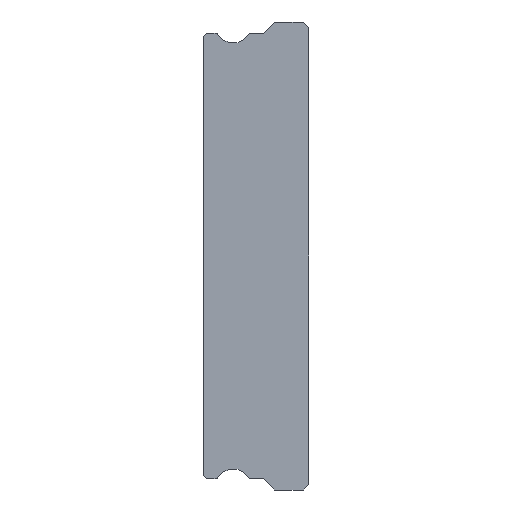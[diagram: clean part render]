
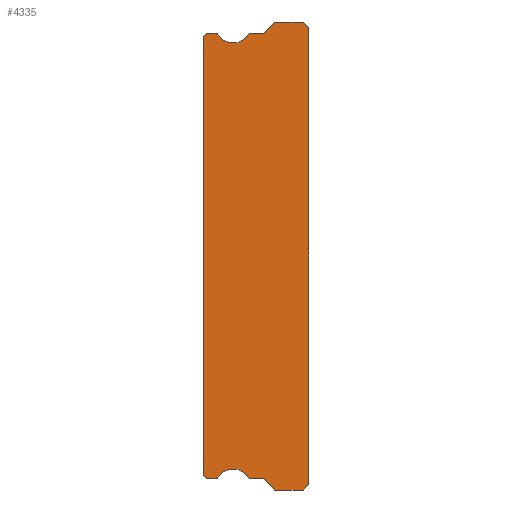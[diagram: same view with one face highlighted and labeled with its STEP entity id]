
A CAD part, left-side view. The second image highlights one B-rep face of the part: STEP entity #4335.
In plain terms, the highlighted planar face has unit normal (-1, 0, 0).
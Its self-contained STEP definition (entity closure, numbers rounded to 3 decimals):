
#326=CIRCLE('',#4758,0.15);
#328=CIRCLE('',#4761,1.6);
#330=CIRCLE('',#4764,0.15);
#432=CIRCLE('',#4872,0.15);
#434=CIRCLE('',#4875,1.6);
#436=CIRCLE('',#4878,0.15);
#938=ORIENTED_EDGE('',*,*,#1558,.F.);
#939=ORIENTED_EDGE('',*,*,#1816,.F.);
#940=ORIENTED_EDGE('',*,*,#1813,.F.);
#941=ORIENTED_EDGE('',*,*,#1810,.T.);
#942=ORIENTED_EDGE('',*,*,#1807,.F.);
#943=ORIENTED_EDGE('',*,*,#1804,.F.);
#944=ORIENTED_EDGE('',*,*,#1801,.F.);
#945=ORIENTED_EDGE('',*,*,#1798,.F.);
#946=ORIENTED_EDGE('',*,*,#1695,.F.);
#947=ORIENTED_EDGE('',*,*,#1692,.F.);
#948=ORIENTED_EDGE('',*,*,#1689,.F.);
#949=ORIENTED_EDGE('',*,*,#1686,.T.);
#950=ORIENTED_EDGE('',*,*,#1683,.F.);
#951=ORIENTED_EDGE('',*,*,#1680,.F.);
#952=ORIENTED_EDGE('',*,*,#1677,.F.);
#953=ORIENTED_EDGE('',*,*,#1674,.F.);
#954=ORIENTED_EDGE('',*,*,#1671,.F.);
#955=ORIENTED_EDGE('',*,*,#1668,.F.);
#956=ORIENTED_EDGE('',*,*,#1565,.F.);
#957=ORIENTED_EDGE('',*,*,#1562,.F.);
#1558=EDGE_CURVE('',#2018,#2019,#2458,.T.);
#1562=EDGE_CURVE('',#2019,#2022,#2462,.T.);
#1565=EDGE_CURVE('',#2022,#2024,#2465,.T.);
#1668=EDGE_CURVE('',#2024,#2126,#2468,.T.);
#1671=EDGE_CURVE('',#2126,#2128,#2471,.T.);
#1674=EDGE_CURVE('',#2128,#2130,#2474,.T.);
#1677=EDGE_CURVE('',#2130,#2132,#2477,.T.);
#1680=EDGE_CURVE('',#2132,#2134,#2480,.T.);
#1683=EDGE_CURVE('',#2134,#2136,#326,.T.);
#1686=EDGE_CURVE('',#2138,#2136,#328,.T.);
#1689=EDGE_CURVE('',#2138,#2140,#330,.T.);
#1692=EDGE_CURVE('',#2140,#2142,#2486,.T.);
#1695=EDGE_CURVE('',#2142,#2144,#2489,.T.);
#1798=EDGE_CURVE('',#2144,#2246,#2492,.T.);
#1801=EDGE_CURVE('',#2246,#2248,#2495,.T.);
#1804=EDGE_CURVE('',#2248,#2250,#2498,.T.);
#1807=EDGE_CURVE('',#2250,#2252,#432,.T.);
#1810=EDGE_CURVE('',#2254,#2252,#434,.T.);
#1813=EDGE_CURVE('',#2254,#2256,#436,.T.);
#1816=EDGE_CURVE('',#2256,#2018,#2504,.T.);
#2018=VERTEX_POINT('',#6904);
#2019=VERTEX_POINT('',#6905);
#2022=VERTEX_POINT('',#6913);
#2024=VERTEX_POINT('',#6919);
#2126=VERTEX_POINT('',#7125);
#2128=VERTEX_POINT('',#7131);
#2130=VERTEX_POINT('',#7137);
#2132=VERTEX_POINT('',#7143);
#2134=VERTEX_POINT('',#7149);
#2136=VERTEX_POINT('',#7155);
#2138=VERTEX_POINT('',#7161);
#2140=VERTEX_POINT('',#7167);
#2142=VERTEX_POINT('',#7173);
#2144=VERTEX_POINT('',#7179);
#2246=VERTEX_POINT('',#7385);
#2248=VERTEX_POINT('',#7391);
#2250=VERTEX_POINT('',#7397);
#2252=VERTEX_POINT('',#7403);
#2254=VERTEX_POINT('',#7409);
#2256=VERTEX_POINT('',#7415);
#2458=LINE('',#6903,#2506);
#2462=LINE('',#6912,#2510);
#2465=LINE('',#6918,#2513);
#2468=LINE('',#7124,#2516);
#2471=LINE('',#7130,#2519);
#2474=LINE('',#7136,#2522);
#2477=LINE('',#7142,#2525);
#2480=LINE('',#7148,#2528);
#2486=LINE('',#7172,#2534);
#2489=LINE('',#7178,#2537);
#2492=LINE('',#7384,#2540);
#2495=LINE('',#7390,#2543);
#2498=LINE('',#7396,#2546);
#2504=LINE('',#7420,#2552);
#2506=VECTOR('',#5387,1000.);
#2510=VECTOR('',#5393,1000.);
#2513=VECTOR('',#5398,1000.);
#2516=VECTOR('',#5603,1000.);
#2519=VECTOR('',#5608,1000.);
#2522=VECTOR('',#5613,1000.);
#2525=VECTOR('',#5618,1000.);
#2528=VECTOR('',#5623,1000.);
#2534=VECTOR('',#5649,1000.);
#2537=VECTOR('',#5654,1000.);
#2540=VECTOR('',#5859,1000.);
#2543=VECTOR('',#5864,1000.);
#2546=VECTOR('',#5869,1000.);
#2552=VECTOR('',#5895,1000.);
#2775=EDGE_LOOP('',(#938,#939,#940,#941,#942,#943,#944,#945,#946,#947,#948,
#949,#950,#951,#952,#953,#954,#955,#956,#957));
#3597=FACE_BOUND('',#2775,.T.);
#4213=PLANE('',#4882);
#4335=ADVANCED_FACE('',(#3597),#4213,.F.);
#4758=AXIS2_PLACEMENT_3D('',#7154,#5628,#5629);
#4761=AXIS2_PLACEMENT_3D('',#7160,#5635,#5636);
#4764=AXIS2_PLACEMENT_3D('',#7166,#5642,#5643);
#4872=AXIS2_PLACEMENT_3D('',#7402,#5874,#5875);
#4875=AXIS2_PLACEMENT_3D('',#7408,#5881,#5882);
#4878=AXIS2_PLACEMENT_3D('',#7414,#5888,#5889);
#4882=AXIS2_PLACEMENT_3D('',#7423,#5899,#5900);
#5387=DIRECTION('',(0.,-0.707,0.707));
#5393=DIRECTION('',(0.,-1.,0.));
#5398=DIRECTION('',(0.,-0.707,-0.707));
#5603=DIRECTION('',(0.,0.,-1.));
#5608=DIRECTION('',(0.,0.707,-0.707));
#5613=DIRECTION('',(0.,1.,0.));
#5618=DIRECTION('',(0.,0.707,0.707));
#5623=DIRECTION('',(0.,1.,0.));
#5628=DIRECTION('',(1.,0.,0.));
#5629=DIRECTION('',(0.,0.,-1.));
#5635=DIRECTION('',(1.,0.,0.));
#5636=DIRECTION('',(0.,0.,-1.));
#5642=DIRECTION('',(1.,0.,0.));
#5643=DIRECTION('',(0.,0.,-1.));
#5649=DIRECTION('',(0.,1.,0.));
#5654=DIRECTION('',(0.,0.707,0.707));
#5859=DIRECTION('',(0.,0.,1.));
#5864=DIRECTION('',(0.,-0.707,0.707));
#5869=DIRECTION('',(0.,-1.,0.));
#5874=DIRECTION('',(1.,0.,0.));
#5875=DIRECTION('',(0.,0.,-1.));
#5881=DIRECTION('',(1.,0.,0.));
#5882=DIRECTION('',(0.,0.,-1.));
#5888=DIRECTION('',(1.,0.,0.));
#5889=DIRECTION('',(0.,0.,-1.));
#5895=DIRECTION('',(0.,-1.,0.));
#5899=DIRECTION('',(1.,0.,0.));
#5900=DIRECTION('',(0.,0.,-1.));
#6903=CARTESIAN_POINT('',(-20.,4.1,20.));
#6904=CARTESIAN_POINT('',(-20.,4.1,20.));
#6905=CARTESIAN_POINT('',(-20.,3.1,21.));
#6912=CARTESIAN_POINT('',(-20.,3.1,21.));
#6913=CARTESIAN_POINT('',(-20.,0.5,21.));
#6918=CARTESIAN_POINT('',(-20.,0.5,21.));
#6919=CARTESIAN_POINT('',(-20.,0.,20.5));
#7124=CARTESIAN_POINT('',(-20.,0.,20.5));
#7125=CARTESIAN_POINT('',(-20.,0.,-20.5));
#7130=CARTESIAN_POINT('',(-20.,0.,-20.5));
#7131=CARTESIAN_POINT('',(-20.,0.5,-21.));
#7136=CARTESIAN_POINT('',(-20.,0.5,-21.));
#7137=CARTESIAN_POINT('',(-20.,3.1,-21.));
#7142=CARTESIAN_POINT('',(-20.,3.1,-21.));
#7143=CARTESIAN_POINT('',(-20.,4.1,-20.));
#7148=CARTESIAN_POINT('',(-20.,4.1,-20.));
#7149=CARTESIAN_POINT('',(-20.,5.27,-20.));
#7154=CARTESIAN_POINT('',(-20.,5.27,-19.85));
#7155=CARTESIAN_POINT('',(-20.,5.401,-19.923));
#7160=CARTESIAN_POINT('',(-20.,6.8,-20.7));
#7161=CARTESIAN_POINT('',(-20.,8.199,-19.923));
#7166=CARTESIAN_POINT('',(-20.,8.33,-19.85));
#7167=CARTESIAN_POINT('',(-20.,8.33,-20.));
#7172=CARTESIAN_POINT('',(-20.,8.33,-20.));
#7173=CARTESIAN_POINT('',(-20.,9.2,-20.));
#7178=CARTESIAN_POINT('',(-20.,9.2,-20.));
#7179=CARTESIAN_POINT('',(-20.,9.5,-19.7));
#7384=CARTESIAN_POINT('',(-20.,9.5,-19.7));
#7385=CARTESIAN_POINT('',(-20.,9.5,19.7));
#7390=CARTESIAN_POINT('',(-20.,9.5,19.7));
#7391=CARTESIAN_POINT('',(-20.,9.2,20.));
#7396=CARTESIAN_POINT('',(-20.,9.2,20.));
#7397=CARTESIAN_POINT('',(-20.,8.33,20.));
#7402=CARTESIAN_POINT('',(-20.,8.33,19.85));
#7403=CARTESIAN_POINT('',(-20.,8.199,19.923));
#7408=CARTESIAN_POINT('',(-20.,6.8,20.7));
#7409=CARTESIAN_POINT('',(-20.,5.401,19.923));
#7414=CARTESIAN_POINT('',(-20.,5.27,19.85));
#7415=CARTESIAN_POINT('',(-20.,5.27,20.));
#7420=CARTESIAN_POINT('',(-20.,5.27,20.));
#7423=CARTESIAN_POINT('',(-20.,5.27,-19.85));
